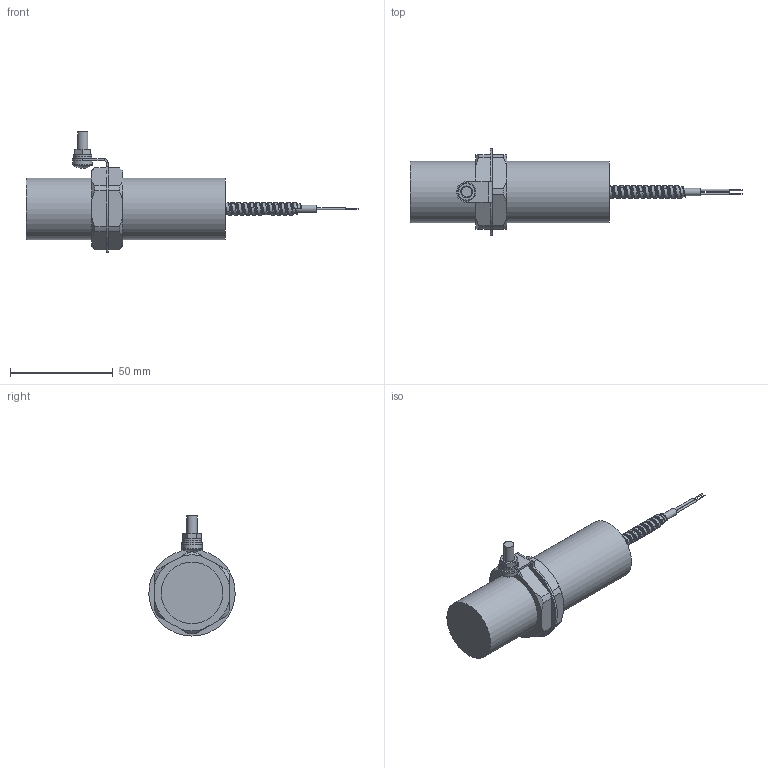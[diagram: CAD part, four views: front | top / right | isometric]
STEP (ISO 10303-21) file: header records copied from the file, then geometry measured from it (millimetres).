
FILE_DESCRIPTION(('STEP AP242'), '1');
FILE_NAME('Åõ ÄÂÃ 102 , òîðöåâîé, áåç êðîíøòåéíà,òèïîâîé ðàçìåð, ñ ïîñòîÿííî ïðèñîåäèíåííûì êàáåëåì', '', ('UNSPECIFIED'), ('UNSPECIFIED'), 'C3D Converter', 'C3D Toolkit', '');
FILE_SCHEMA(('AP242_MANAGED_MODEL_BASED_3D_ENGINEERING_MIM_LF { 1 0 10303 442 1 1 4 }'));
Length unit declared in the file: millimetre
Products named in the file (13): ПАШК.685181.114; ПАШК.715631.114; ПАШК.758491.114; ПАШК.714341.114; ПАШК.713141.114; -02; ПАШК.757455.008-01; ПАШК.723441.008-02; АТФЕ.711163.009; АТФЕ.685543.156-04
Assembly tree (14 placements, depth 3):
  ПАШК.685181.114
    ПАШК.715631.114
    ПАШК.758491.114
    ПАШК.714341.114
    ПАШК.713141.114
    -02
      ПАШК.757455.008-01
      ПАШК.723441.008-02
    АТФЕ.711163.009  x2
    АТФЕ.685543.156-04
    (unnamed)
    (unnamed)  x2
    (unnamed)
Bounding box: 161.5 x 41.97 x 58.4 mm (x, y, z)
Volume: 55429.3 mm3; surface area: 34465.3 mm2
Topology: 16 solids, 16 shells, 384 faces, 1019 edges, 672 vertices
Faces by surface type: cylinder 266, plane 74, cone 27, bspline 14, torus 2, sphere 1
Full cylindrical faces by diameter (mm): 0.5 x2, 1 x2, 3.5 x1, 4.134 x1, 5 x1, 5.2 x1, 5.3 x2, 9 x2, 9.5 x1, 16 x2, 18 x1, 19 x1, 22 x3, 23.376 x2, 28.376 x2, 30 x1, 30.2 x1
Entity records: 78950 total; most frequent: CARTESIAN_POINT 68163, ORIENTED_EDGE 1850, DIRECTION 1729, EDGE_CURVE 925, AXIS2_PLACEMENT_3D 703, VERTEX_POINT 627, B_SPLINE_CURVE_WITH_KNOTS 492, EDGE_LOOP 408
